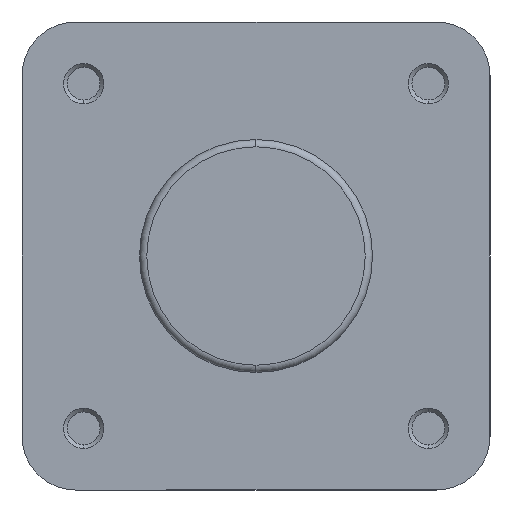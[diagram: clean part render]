
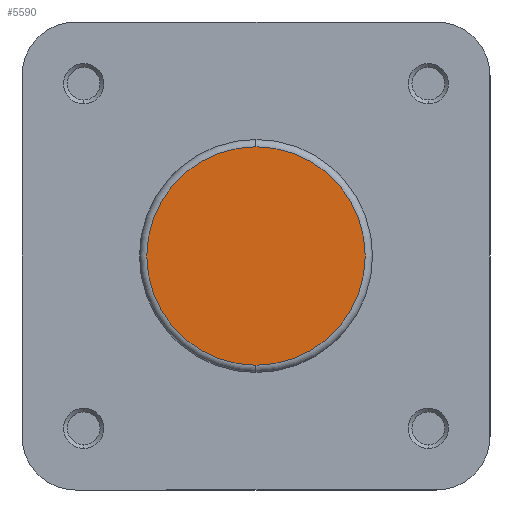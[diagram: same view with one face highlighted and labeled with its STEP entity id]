
A CAD part, left-side view. The second image highlights one B-rep face of the part: STEP entity #5590.
In plain terms, the highlighted planar face has unit normal (-1, 0, 0).
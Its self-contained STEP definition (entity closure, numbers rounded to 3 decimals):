
#359 = ORIENTED_EDGE ( 'NONE', *, *, #5931, .T. ) ;
#360 = ORIENTED_EDGE ( 'NONE', *, *, #5934, .T. ) ;
#1000 = EDGE_LOOP ( 'NONE', ( #360, #359 ) ) ;
#1641 = AXIS2_PLACEMENT_3D ( 'NONE', #4717, #4725, #4726 ) ;
#1786 = AXIS2_PLACEMENT_3D ( 'NONE', #2964, #2965, #2966 ) ;
#1787 = AXIS2_PLACEMENT_3D ( 'NONE', #2973, #2975, #2976 ) ;
#2298 = CIRCLE ( 'NONE', #1786, 22.4 ) ;
#2303 = CIRCLE ( 'NONE', #1787, 22.4 ) ;
#2964 = CARTESIAN_POINT ( 'NONE',  ( 0., 0., 0. ) ) ;
#2965 = DIRECTION ( 'NONE',  ( -1., 0., 0. ) ) ;
#2966 = DIRECTION ( 'NONE',  ( 0., 0., -1. ) ) ;
#2973 = CARTESIAN_POINT ( 'NONE',  ( 0., 0., 0. ) ) ;
#2975 = DIRECTION ( 'NONE',  ( -1., 0., 0. ) ) ;
#2976 = DIRECTION ( 'NONE',  ( 0., 0., -1. ) ) ;
#3740 = CARTESIAN_POINT ( 'NONE',  ( 0., 0., -22.4 ) ) ;
#3741 = CARTESIAN_POINT ( 'NONE',  ( 0., 0., 22.4 ) ) ;
#4710 = PLANE ( 'NONE',  #1641 ) ;
#4717 = CARTESIAN_POINT ( 'NONE',  ( 0., 23.9, 0. ) ) ;
#4725 = DIRECTION ( 'NONE',  ( 1., 0., 0. ) ) ;
#4726 = DIRECTION ( 'NONE',  ( 0., 0., -1. ) ) ;
#5590 = ADVANCED_FACE ( 'NONE', ( #5759 ), #4710, .F. ) ;
#5759 = FACE_OUTER_BOUND ( 'NONE', #1000, .T. ) ;
#5931 = EDGE_CURVE ( 'NONE', #6344, #6343, #2298, .T. ) ;
#5934 = EDGE_CURVE ( 'NONE', #6343, #6344, #2303, .T. ) ;
#6343 = VERTEX_POINT ( 'NONE', #3740 ) ;
#6344 = VERTEX_POINT ( 'NONE', #3741 ) ;
